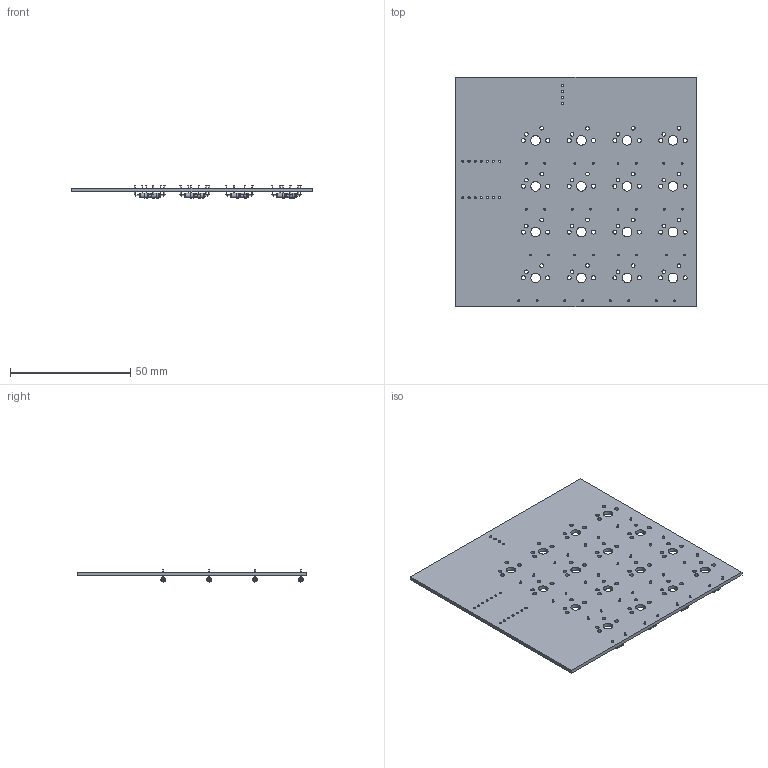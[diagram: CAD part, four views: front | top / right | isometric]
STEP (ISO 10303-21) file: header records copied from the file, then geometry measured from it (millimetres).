
FILE_DESCRIPTION(('KiCad electronic assembly'),'2;1');
FILE_NAME('clock2_again.step','2026-01-12T23:26:03',('Pcbnew'),('Kicad') ,'Open CASCADE STEP processor 7.9','KiCad to STEP converter','Unknown' );
FILE_SCHEMA(('AUTOMOTIVE_DESIGN { 1 0 10303 214 1 1 1 1 }'));
Length unit declared in the file: millimetre
Products named in the file (3): clock2_again 1; D_DO-35_SOD27_P7.62mm_Horizontal; clock_PCB
Assembly tree (17 placements, depth 2):
  clock2_again 1
    D_DO-35_SOD27_P7.62mm_Horizontal  x16
    clock_PCB
Bounding box: 100.01 x 95.25 x 5.01 mm (x, y, z)
Volume: 14087.2 mm3; surface area: 20771.5 mm2
Topology: 33 solids, 33 shells, 392 faces, 786 edges, 492 vertices
Faces by surface type: cylinder 226, plane 102, torus 64
Full cylindrical faces by diameter (mm): 0.5 x48, 0.8 x32, 0.889 x14, 1 x4, 1.5 x32, 1.7 x32, 2 x32, 2.02 x16, 4 x16
Entity records: 5867 total; most frequent: DIRECTION 1044, CARTESIAN_POINT 878, ORIENTED_EDGE 852, AXIS2_PLACEMENT_3D 448, EDGE_CURVE 426, FACE_BOUND 414, EDGE_LOOP 414, VERTEX_POINT 282
